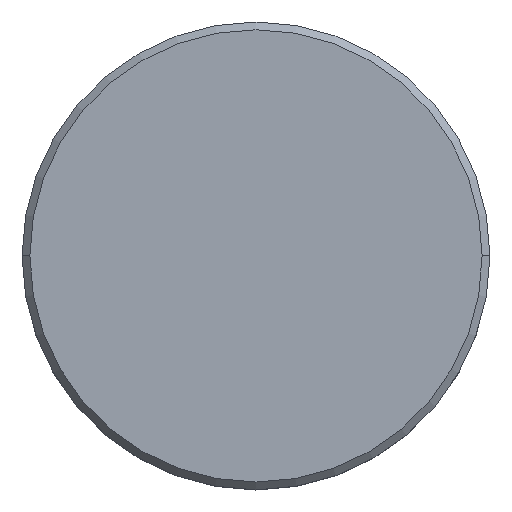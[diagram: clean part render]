
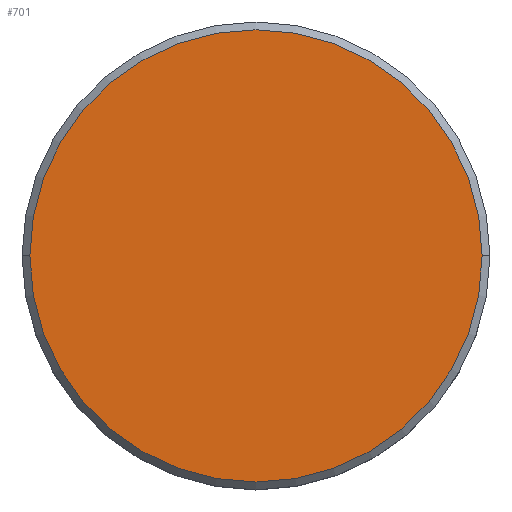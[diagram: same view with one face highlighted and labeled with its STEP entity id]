
A CAD part, top view. The second image highlights one B-rep face of the part: STEP entity #701.
In plain terms, the highlighted planar face has unit normal (0, 0, 1).
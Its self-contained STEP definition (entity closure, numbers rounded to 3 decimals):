
#53 = CARTESIAN_POINT ( 'NONE',  ( 14.5, 0., 0. ) ) ;
#124 = CARTESIAN_POINT ( 'NONE',  ( 0., 0., 0. ) ) ;
#149 = CIRCLE ( 'NONE', #227, 14.5 ) ;
#185 = DIRECTION ( 'NONE',  ( 1., 0., 0. ) ) ;
#227 = AXIS2_PLACEMENT_3D ( 'NONE', #1003, #416, #185 ) ;
#237 = DIRECTION ( 'NONE',  ( 1., 0., 0. ) ) ;
#247 = DIRECTION ( 'NONE',  ( 0., 0., 1. ) ) ;
#254 = VERTEX_POINT ( 'NONE', #799 ) ;
#313 = FACE_OUTER_BOUND ( 'NONE', #898, .T. ) ;
#336 = ORIENTED_EDGE ( 'NONE', *, *, #911, .T. ) ;
#362 = AXIS2_PLACEMENT_3D ( 'NONE', #466, #247, #237 ) ;
#366 = DIRECTION ( 'NONE',  ( 1., 0., 0. ) ) ;
#416 = DIRECTION ( 'NONE',  ( 0., 0., 1. ) ) ;
#466 = CARTESIAN_POINT ( 'NONE',  ( 0., 0., 0. ) ) ;
#495 = ORIENTED_EDGE ( 'NONE', *, *, #963, .T. ) ;
#569 = AXIS2_PLACEMENT_3D ( 'NONE', #124, #946, #366 ) ;
#701 = ADVANCED_FACE ( 'NONE', ( #313 ), #971, .T. ) ;
#799 = CARTESIAN_POINT ( 'NONE',  ( -14.5, 0., 0. ) ) ;
#898 = EDGE_LOOP ( 'NONE', ( #336, #495 ) ) ;
#911 = EDGE_CURVE ( 'NONE', #254, #982, #149, .T. ) ;
#946 = DIRECTION ( 'NONE',  ( 0., 0., 1. ) ) ;
#963 = EDGE_CURVE ( 'NONE', #982, #254, #1034, .T. ) ;
#971 = PLANE ( 'NONE',  #362 ) ;
#982 = VERTEX_POINT ( 'NONE', #53 ) ;
#1003 = CARTESIAN_POINT ( 'NONE',  ( 0., 0., 0. ) ) ;
#1034 = CIRCLE ( 'NONE', #569, 14.5 ) ;
